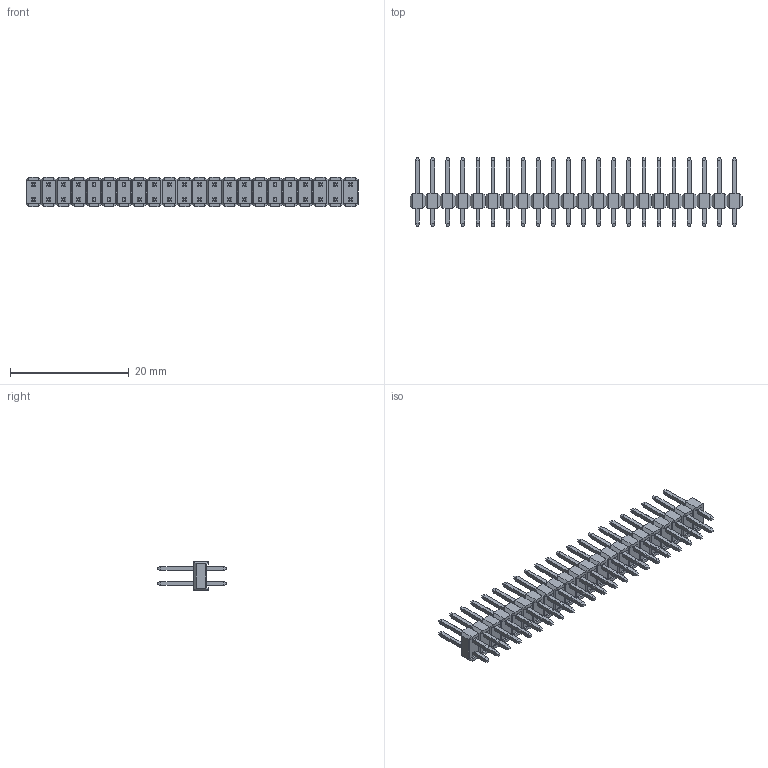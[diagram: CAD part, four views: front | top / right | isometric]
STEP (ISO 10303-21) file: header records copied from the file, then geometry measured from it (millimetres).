
FILE_DESCRIPTION (( 'STEP AP214' ), '1' );
FILE_NAME ('HEADER 2X22.STEP', '2013-11-27T11:27:32', ( '' ), ( '' ), 'SwSTEP 2.0', 'SolidWorks 2012', '' );
FILE_SCHEMA (( 'AUTOMOTIVE_DESIGN' ));
Length unit declared in the file: millimetre
Products named in the file (1): HEADER 2X22
Bounding box: 55.88 x 11.54 x 5.04 mm (x, y, z)
Volume: 761.2 mm3; surface area: 1941.4 mm2
Topology: 1 solids, 1 shells, 1150 faces, 2568 edges, 1508 vertices
Faces by surface type: plane 1150
Entity records: 43060 total; most frequent: CARTESIAN_POINT 5227, ORIENTED_EDGE 5136, DIRECTION 4870, VECTOR 2568, LINE 2568, EDGE_CURVE 2568, VERTEX_POINT 1508, EDGE_LOOP 1238
